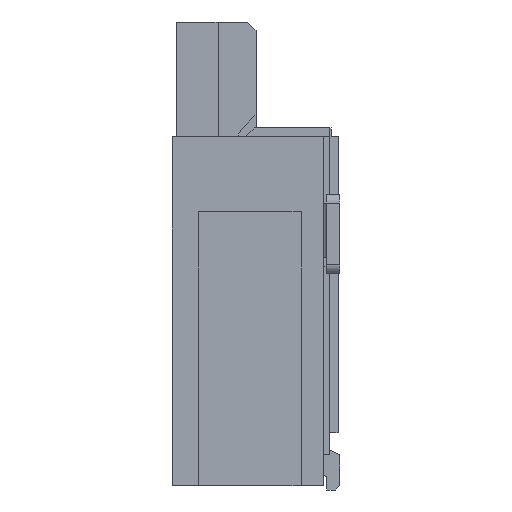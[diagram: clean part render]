
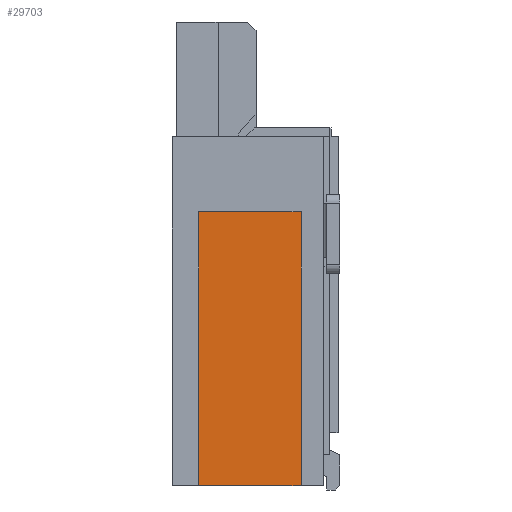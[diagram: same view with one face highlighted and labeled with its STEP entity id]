
A CAD part, left-side view. The second image highlights one B-rep face of the part: STEP entity #29703.
In plain terms, the highlighted planar face has unit normal (-1, 0, 0).
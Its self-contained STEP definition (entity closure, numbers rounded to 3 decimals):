
#9281=DIRECTION('',(0.,1.,0.));
#9282=VECTOR('',#9281,1.16);
#9283=CARTESIAN_POINT('',(-7.6,0.42,-1.25));
#9284=LINE('',#9283,#9282);
#9321=DIRECTION('',(0.,0.,-1.));
#9322=VECTOR('',#9321,3.1);
#9323=CARTESIAN_POINT('',(-7.6,1.58,1.85));
#9324=LINE('',#9323,#9322);
#9325=DIRECTION('',(0.,1.,0.));
#9326=VECTOR('',#9325,1.16);
#9327=CARTESIAN_POINT('',(-7.6,0.42,1.85));
#9328=LINE('',#9327,#9326);
#9329=DIRECTION('',(0.,0.,1.));
#9330=VECTOR('',#9329,3.1);
#9331=CARTESIAN_POINT('',(-7.6,0.42,-1.25));
#9332=LINE('',#9331,#9330);
#15409=CARTESIAN_POINT('',(-7.6,0.42,1.85));
#15410=CARTESIAN_POINT('',(-7.6,1.58,1.85));
#15411=VERTEX_POINT('',#15409);
#15412=VERTEX_POINT('',#15410);
#15421=CARTESIAN_POINT('',(-7.6,0.42,-1.25));
#15422=CARTESIAN_POINT('',(-7.6,1.58,-1.25));
#15423=VERTEX_POINT('',#15421);
#15424=VERTEX_POINT('',#15422);
#29690=CARTESIAN_POINT('',(-7.6,0.,0.));
#29691=DIRECTION('',(-1.,0.,0.));
#29692=DIRECTION('',(0.,0.,1.));
#29693=AXIS2_PLACEMENT_3D('',#29690,#29691,#29692);
#29694=PLANE('',#29693);
#29695=ORIENTED_EDGE('',*,*,#29654,.T.);
#29697=ORIENTED_EDGE('',*,*,#29696,.F.);
#29699=ORIENTED_EDGE('',*,*,#29698,.F.);
#29700=ORIENTED_EDGE('',*,*,#29642,.F.);
#29701=EDGE_LOOP('',(#29695,#29697,#29699,#29700));
#29702=FACE_OUTER_BOUND('',#29701,.F.);
#29703=ADVANCED_FACE('',(#29702),#29694,.T.);
#29642=EDGE_CURVE('',#15423,#15411,#9332,.T.);
#29654=EDGE_CURVE('',#15423,#15424,#9284,.T.);
#29696=EDGE_CURVE('',#15412,#15424,#9324,.T.);
#29698=EDGE_CURVE('',#15411,#15412,#9328,.T.);
